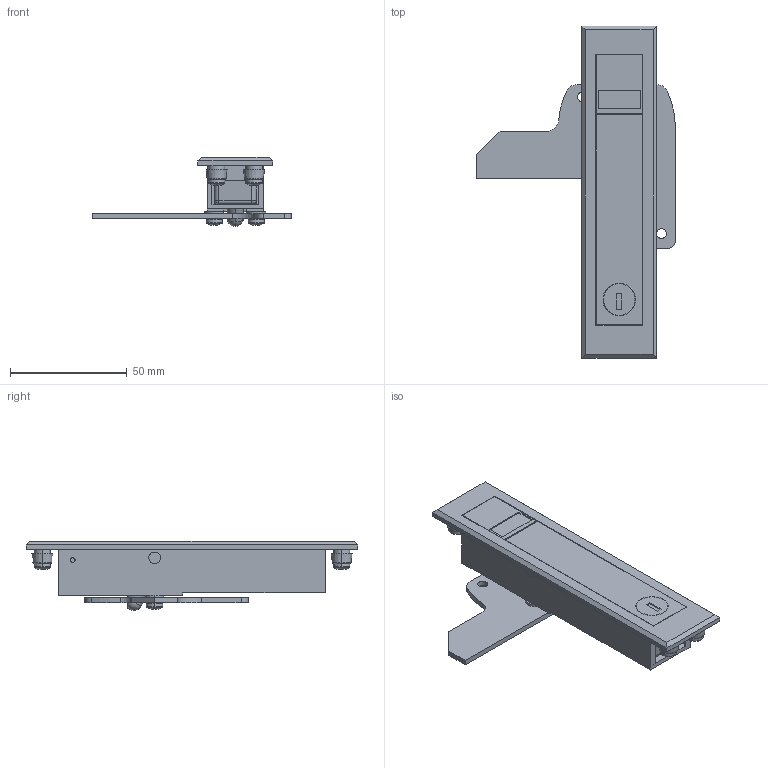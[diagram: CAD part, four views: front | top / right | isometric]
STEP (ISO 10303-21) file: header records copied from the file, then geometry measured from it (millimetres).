
FILE_DESCRIPTION (( 'STEP AP203' ), '1' );
FILE_NAME ('sone3D.STEP', '2015-09-28T04:55:43', ( '' ), ( '' ), 'SwSTEP 2.0', 'SolidWorks 2012', '' );
FILE_SCHEMA (( 'CONFIG_CONTROL_DESIGN' ));
Length unit declared in the file: millimetre
Products named in the file (12): A-150-1本体_; sone3D; 廫帤寠晅側傋彫偹偠M4_M4亊10; 廫帤寠晅側傋彫偹偠M4_M4亊5; A-150-1特殊座金_; 530ローター__#530; A-150-1止め金_; A-150-1カラー_; A-150-1ピン(B)_; A-150-1ピン(A)_; A-150-1僴儞僪儖(B)_; A-150-1僴儞僪儖(A)_
Assembly tree (19 placements, depth 2):
  sone3D
    A-150-1本体_
    A-150-1僴儞僪儖(A)_
    A-150-1僴儞僪儖(B)_
    A-150-1ピン(A)_
    A-150-1ピン(B)_
    A-150-1カラー_  x2
    A-150-1止め金_
    530ローター__#530
    A-150-1特殊座金_  x4
    廫帤寠晅側傋彫偹偠M4_M4亊5  x4
    廫帤寠晅側傋彫偹偠M4_M4亊10  x2
Bounding box: 85 x 142 x 29.52 mm (x, y, z)
Volume: 46952.2 mm3; surface area: 39929.7 mm2
Topology: 19 solids, 19 shells, 498 faces, 1252 edges, 814 vertices
Faces by surface type: plane 286, cylinder 152, torus 20, cone 16, sphere 14, bspline 10
Entity records: 13240 total; most frequent: CARTESIAN_POINT 2642, DIRECTION 1957, ORIENTED_EDGE 1864, EDGE_CURVE 932, AXIS2_PLACEMENT_3D 684, VERTEX_POINT 606, VECTOR 589, LINE 589
